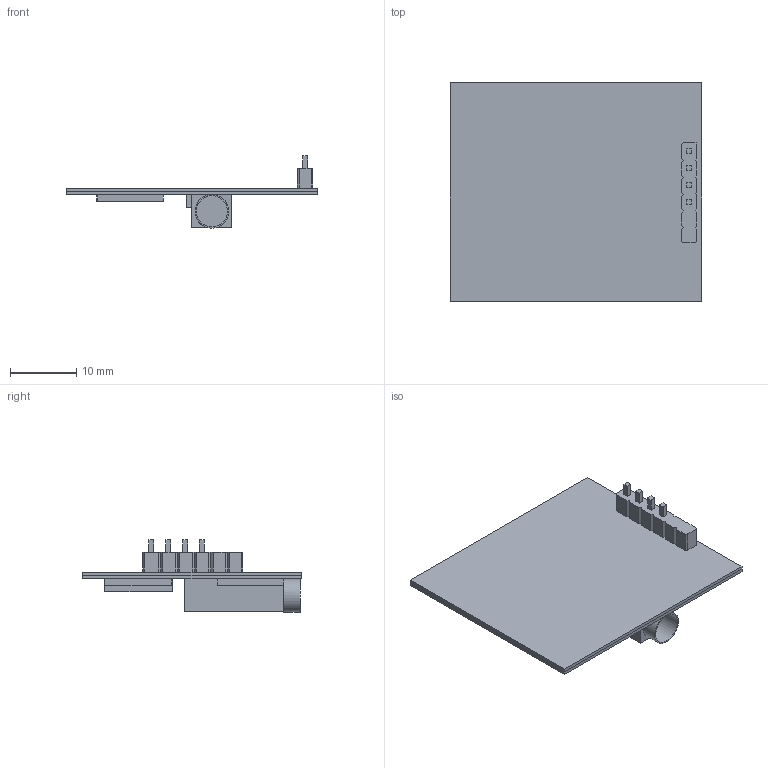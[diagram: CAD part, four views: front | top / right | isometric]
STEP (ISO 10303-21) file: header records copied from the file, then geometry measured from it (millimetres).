
FILE_DESCRIPTION(/* description */ (''),/* implementation_level */ '2;1');
FILE_NAME(/* name */ 'Emic2 Text to Speech Module v4.step',/* time_stamp */ '2022-04-07T10:27:48-04:00',/* author */ (''),/* organization */ (''),/* preprocessor_version */ 'ST-DEVELOPER v18.1',/* originating_system */ 'Autodesk Translation Framework v10.13.0.1454',/* authorisation */ '');
FILE_SCHEMA (('AUTOMOTIVE_DESIGN { 1 0 10303 214 3 1 1 }'));
Length unit declared in the file: millimetre
Products named in the file (1): Emic2 Text to Speech Module
Bounding box: 38 x 33 x 10.93 mm (x, y, z)
Volume: 1893.1 mm3; surface area: 6681.8 mm2
Topology: 11 solids, 11 shells, 106 faces, 247 edges, 164 vertices
Faces by surface type: plane 104, cylinder 2
Full cylindrical faces by diameter (mm): 4.71 x1
Entity records: 3005 total; most frequent: CARTESIAN_POINT 518, ORIENTED_EDGE 494, DIRECTION 467, EDGE_CURVE 247, LINE 241, VECTOR 241, VERTEX_POINT 164, AXIS2_PLACEMENT_3D 113
